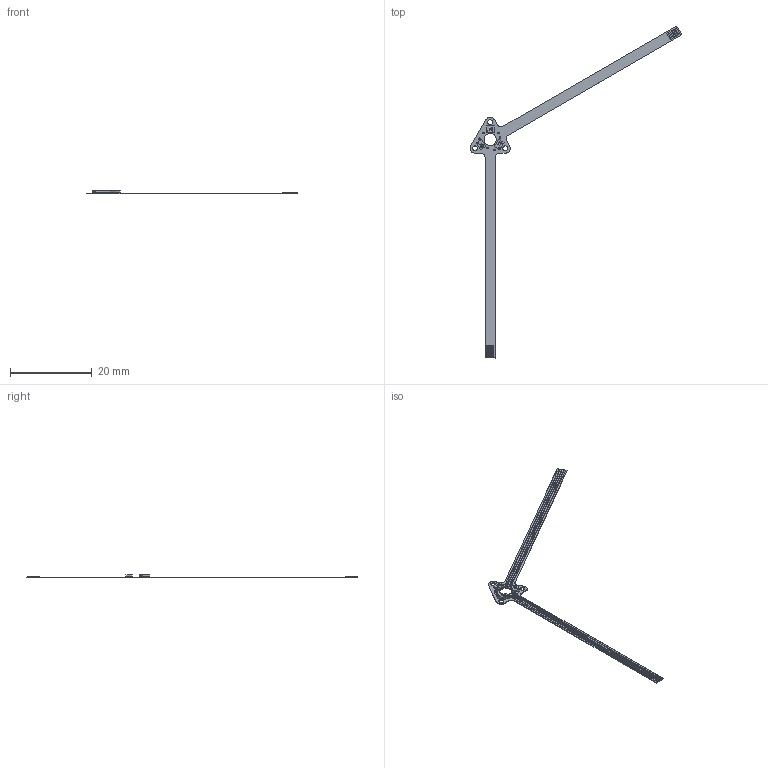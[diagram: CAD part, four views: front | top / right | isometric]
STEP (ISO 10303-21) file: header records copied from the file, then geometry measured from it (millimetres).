
FILE_DESCRIPTION(/* description */ (''),/* implementation_level */ '2;1');
FILE_NAME(/* name */ 'flex_PCB v24.step',/* time_stamp */ '2024-05-08T12:32:02-04:00',/* author */ (''),/* organization */ (''),/* preprocessor_version */ 'ST-DEVELOPER v20',/* originating_system */ 'Autodesk Translation Framework v12.20.1.177',/* authorisation */ '');
FILE_SCHEMA (('AUTOMOTIVE_DESIGN { 1 0 10303 214 3 1 1 }'));
Length unit declared in the file: millimetre
Products named in the file (12): flex_PCB; Board; Packages; HSFPAR004A; HSFPAR004A_1; HSFPAR004A_2; ForceSensor(HSFPAR003A) v1; FEMALE_CONNECTOR; 1-copper; 16-copper; 1-soldermask; 16-soldermask
Assembly tree (14 placements, depth 4):
  flex_PCB
    Board
    Packages
      HSFPAR004A
        ForceSensor(HSFPAR003A) v1
      HSFPAR004A_1
        ForceSensor(HSFPAR003A) v1
      HSFPAR004A_2
        ForceSensor(HSFPAR003A) v1
      FEMALE_CONNECTOR  x2
    1-copper
    16-copper
    1-soldermask
    16-soldermask
Bounding box: 51.69 x 81.07 x 0.83 mm (x, y, z)
Volume: 58.1 mm3; surface area: 2071.7 mm2
Topology: 70 solids, 70 shells, 882 faces, 2139 edges, 1427 vertices
Faces by surface type: plane 658, cylinder 149, bspline 72, sphere 3
Full cylindrical faces by diameter (mm): 0.2 x3, 0.28 x18, 0.3 x3, 0.35 x24, 1.2 x9, 3 x3
Entity records: 22085 total; most frequent: CARTESIAN_POINT 5043, ORIENTED_EDGE 3386, DIRECTION 3306, EDGE_CURVE 1693, LINE 1354, VECTOR 1354, VERTEX_POINT 1129, AXIS2_PLACEMENT_3D 976
